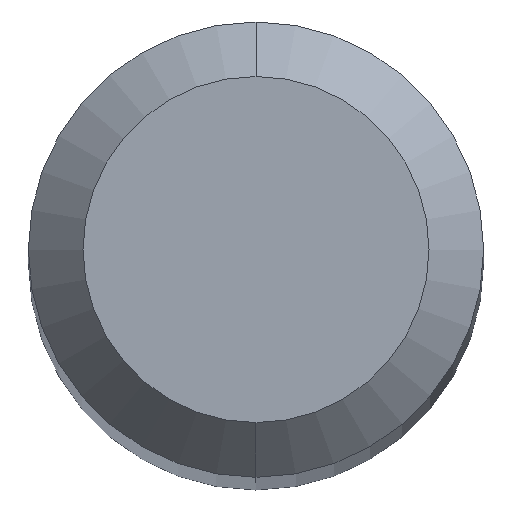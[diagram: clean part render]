
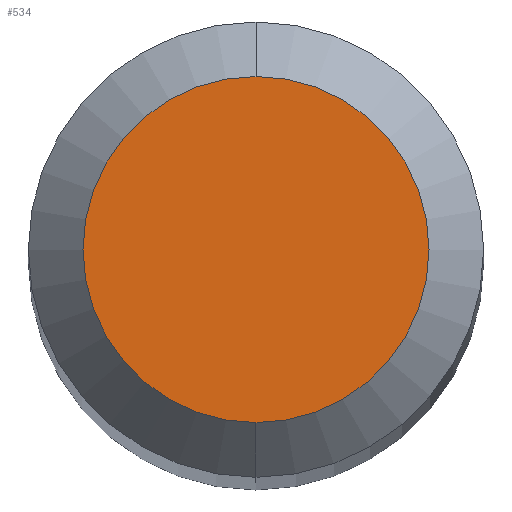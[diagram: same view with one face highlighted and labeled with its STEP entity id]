
A CAD part, top view. The second image highlights one B-rep face of the part: STEP entity #534.
In plain terms, the highlighted planar face has unit normal (0, 0, 1).
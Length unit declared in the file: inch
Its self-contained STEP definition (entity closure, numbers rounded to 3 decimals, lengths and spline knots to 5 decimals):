
#28 = EDGE_CURVE ( 'NONE', #67, #330, #477, .T. ) ;
#58 = ORIENTED_EDGE ( 'NONE', *, *, #28, .T. ) ;
#61 = DIRECTION ( 'NONE',  ( 0., -1., 0. ) ) ;
#67 = VERTEX_POINT ( 'NONE', #212 ) ;
#70 = DIRECTION ( 'NONE',  ( 0., 0., -1. ) ) ;
#98 = DIRECTION ( 'NONE',  ( 0., 0., 1. ) ) ;
#107 = AXIS2_PLACEMENT_3D ( 'NONE', #149, #316, #61 ) ;
#144 = AXIS2_PLACEMENT_3D ( 'NONE', #326, #70, #277 ) ;
#149 = CARTESIAN_POINT ( 'NONE',  ( 0., 0., 0. ) ) ;
#168 = ORIENTED_EDGE ( 'NONE', *, *, #501, .T. ) ;
#205 = CARTESIAN_POINT ( 'NONE',  ( 0., 0., 0. ) ) ;
#212 = CARTESIAN_POINT ( 'NONE',  ( 0., -0.0475, 0. ) ) ;
#215 = DIRECTION ( 'NONE',  ( 0., -1., 0. ) ) ;
#273 = PLANE ( 'NONE',  #144 ) ;
#277 = DIRECTION ( 'NONE',  ( 0., 1., 0. ) ) ;
#286 = CARTESIAN_POINT ( 'NONE',  ( 0., 0.0475, 0. ) ) ;
#307 = CIRCLE ( 'NONE', #107, 0.0475 ) ;
#316 = DIRECTION ( 'NONE',  ( 0., 0., 1. ) ) ;
#326 = CARTESIAN_POINT ( 'NONE',  ( 0., 0.0475, 0. ) ) ;
#330 = VERTEX_POINT ( 'NONE', #286 ) ;
#351 = AXIS2_PLACEMENT_3D ( 'NONE', #205, #98, #215 ) ;
#435 = EDGE_LOOP ( 'NONE', ( #168, #58 ) ) ;
#477 = CIRCLE ( 'NONE', #351, 0.0475 ) ;
#496 = FACE_OUTER_BOUND ( 'NONE', #435, .T. ) ;
#501 = EDGE_CURVE ( 'NONE', #330, #67, #307, .T. ) ;
#534 = ADVANCED_FACE ( 'NONE', ( #496 ), #273, .F. ) ;
